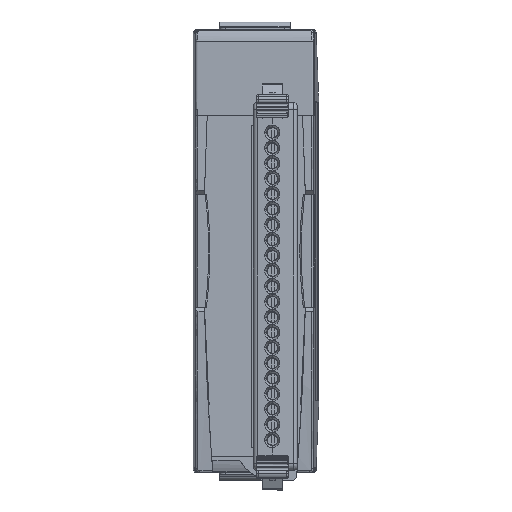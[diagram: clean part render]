
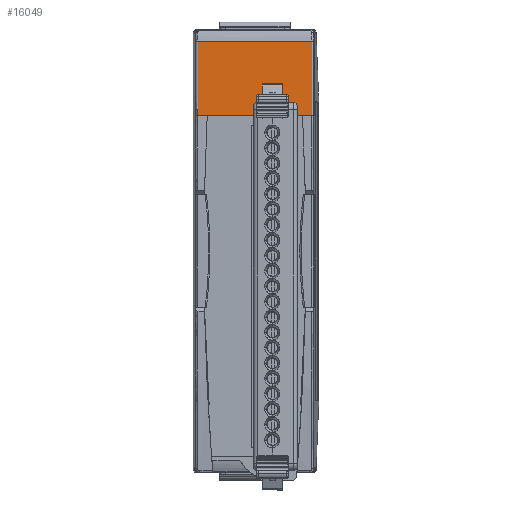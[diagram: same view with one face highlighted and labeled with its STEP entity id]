
A CAD part, top view. The second image highlights one B-rep face of the part: STEP entity #16049.
In plain terms, the highlighted planar face has unit normal (0, 0, 1).
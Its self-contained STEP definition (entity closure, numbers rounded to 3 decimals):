
#324 = VERTEX_POINT ( 'NONE', #70332 ) ;
#351 = CARTESIAN_POINT ( 'NONE',  ( 1.358, 37.523, 78. ) ) ;
#4631 = EDGE_CURVE ( 'NONE', #124409, #129718, #83490, .T. ) ;
#4981 = ORIENTED_EDGE ( 'NONE', *, *, #4631, .T. ) ;
#5037 = VECTOR ( 'NONE', #34113, 1000. ) ;
#8648 = EDGE_CURVE ( 'NONE', #67833, #39634, #47499, .T. ) ;
#9529 = VECTOR ( 'NONE', #77686, 1000. ) ;
#11136 = CARTESIAN_POINT ( 'NONE',  ( 29.643, 54.523, 78. ) ) ;
#15468 = CARTESIAN_POINT ( 'NONE',  ( 29.643, 37.523, 78. ) ) ;
#15796 = CARTESIAN_POINT ( 'NONE',  ( 1.358, 53.523, 78. ) ) ;
#16049 = ADVANCED_FACE ( 'NONE', ( #37923 ), #56110, .T. ) ;
#16619 = DIRECTION ( 'NONE',  ( 0., 0., 1. ) ) ;
#20350 = DIRECTION ( 'NONE',  ( 0., -1., 0. ) ) ;
#25927 = CARTESIAN_POINT ( 'NONE',  ( 1.358, 50.856, 78. ) ) ;
#26863 = VERTEX_POINT ( 'NONE', #98158 ) ;
#29539 = CARTESIAN_POINT ( 'NONE',  ( 29.643, 36.023, 78. ) ) ;
#31776 = LINE ( 'NONE', #103953, #5037 ) ;
#34113 = DIRECTION ( 'NONE',  ( -1., 0., 0. ) ) ;
#35029 = EDGE_CURVE ( 'NONE', #123854, #124409, #107969, .T. ) ;
#36018 = CARTESIAN_POINT ( 'NONE',  ( 1.358, 45.523, 78. ) ) ;
#36282 = CARTESIAN_POINT ( 'NONE',  ( 46.417, 54.523, 78. ) ) ;
#37786 = B_SPLINE_CURVE_WITH_KNOTS ( 'NONE', 3,
 ( #126198, #55722, #75982, #15796, #86127, #25927, #96230, #36018, #106286, #46063 ),
 .UNSPECIFIED., .F., .F.,
 ( 4, 3, 3, 4 ),
 ( 0., 0.001, 0.005, 0.017 ),
 .UNSPECIFIED. ) ;
#37923 = FACE_OUTER_BOUND ( 'NONE', #122734, .T. ) ;
#38943 = VECTOR ( 'NONE', #86814, 1000. ) ;
#39107 = ORIENTED_EDGE ( 'NONE', *, *, #8648, .T. ) ;
#39634 = VERTEX_POINT ( 'NONE', #121882 ) ;
#45741 = DIRECTION ( 'NONE',  ( 0., 1., 0. ) ) ;
#46063 = CARTESIAN_POINT ( 'NONE',  ( 1.358, 37.523, 78. ) ) ;
#47499 = LINE ( 'NONE', #72402, #94770 ) ;
#49379 = CARTESIAN_POINT ( 'NONE',  ( 1.358, 36.023, 78. ) ) ;
#50656 = LINE ( 'NONE', #15468, #124711 ) ;
#52506 = ORIENTED_EDGE ( 'NONE', *, *, #81399, .T. ) ;
#54496 = VECTOR ( 'NONE', #20350, 1000. ) ;
#55375 = AXIS2_PLACEMENT_3D ( 'NONE', #56544, #16619, #86921 ) ;
#55722 = CARTESIAN_POINT ( 'NONE',  ( 1.358, 54.189, 78. ) ) ;
#56110 = PLANE ( 'NONE',  #55375 ) ;
#56302 = ORIENTED_EDGE ( 'NONE', *, *, #69088, .T. ) ;
#56544 = CARTESIAN_POINT ( 'NONE',  ( 0.849, 37.523, 78. ) ) ;
#57326 = EDGE_CURVE ( 'NONE', #39634, #324, #119159, .T. ) ;
#67546 = CARTESIAN_POINT ( 'NONE',  ( 0.849, 36.023, 78. ) ) ;
#67833 = VERTEX_POINT ( 'NONE', #11136 ) ;
#69088 = EDGE_CURVE ( 'NONE', #324, #26863, #31776, .T. ) ;
#70332 = CARTESIAN_POINT ( 'NONE',  ( 1.358, 54.523, 78. ) ) ;
#70405 = CARTESIAN_POINT ( 'NONE',  ( 1.358, 36.023, 78. ) ) ;
#72402 = CARTESIAN_POINT ( 'NONE',  ( 46.417, 54.523, 78. ) ) ;
#75982 = CARTESIAN_POINT ( 'NONE',  ( 1.358, 53.856, 78. ) ) ;
#77686 = DIRECTION ( 'NONE',  ( 1., 0., 0. ) ) ;
#81399 = EDGE_CURVE ( 'NONE', #26863, #123854, #37786, .T. ) ;
#83490 = LINE ( 'NONE', #67546, #9529 ) ;
#86127 = CARTESIAN_POINT ( 'NONE',  ( 1.358, 52.189, 78. ) ) ;
#86814 = DIRECTION ( 'NONE',  ( -1., 0., 0. ) ) ;
#86921 = DIRECTION ( 'NONE',  ( 1., 0., 0. ) ) ;
#88743 = EDGE_CURVE ( 'NONE', #129718, #67833, #50656, .T. ) ;
#89420 = ORIENTED_EDGE ( 'NONE', *, *, #57326, .T. ) ;
#94770 = VECTOR ( 'NONE', #122599, 1000. ) ;
#96230 = CARTESIAN_POINT ( 'NONE',  ( 1.358, 49.523, 78. ) ) ;
#98158 = CARTESIAN_POINT ( 'NONE',  ( 1.358, 54.523, 78. ) ) ;
#103953 = CARTESIAN_POINT ( 'NONE',  ( 46.417, 54.523, 78. ) ) ;
#106286 = CARTESIAN_POINT ( 'NONE',  ( 1.358, 41.523, 78. ) ) ;
#107969 = LINE ( 'NONE', #70405, #54496 ) ;
#119159 = LINE ( 'NONE', #36282, #38943 ) ;
#121882 = CARTESIAN_POINT ( 'NONE',  ( 29.643, 54.523, 78. ) ) ;
#122599 = DIRECTION ( 'NONE',  ( -1., 0., 0. ) ) ;
#122734 = EDGE_LOOP ( 'NONE', ( #52506, #125124, #4981, #126424, #39107, #89420, #56302 ) ) ;
#123854 = VERTEX_POINT ( 'NONE', #351 ) ;
#124409 = VERTEX_POINT ( 'NONE', #49379 ) ;
#124711 = VECTOR ( 'NONE', #45741, 1000. ) ;
#125124 = ORIENTED_EDGE ( 'NONE', *, *, #35029, .T. ) ;
#126198 = CARTESIAN_POINT ( 'NONE',  ( 1.358, 54.523, 78. ) ) ;
#126424 = ORIENTED_EDGE ( 'NONE', *, *, #88743, .T. ) ;
#129718 = VERTEX_POINT ( 'NONE', #29539 ) ;
